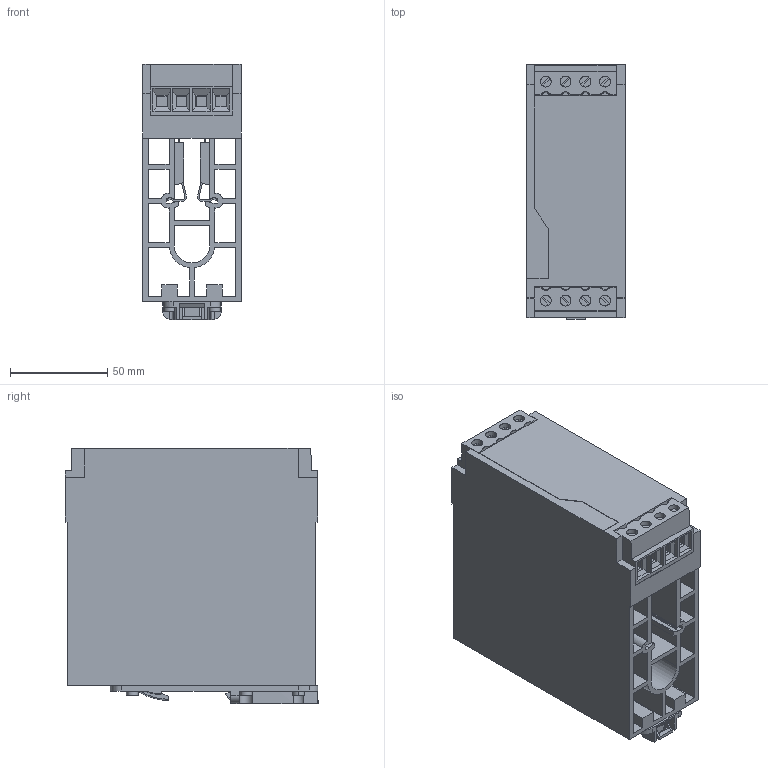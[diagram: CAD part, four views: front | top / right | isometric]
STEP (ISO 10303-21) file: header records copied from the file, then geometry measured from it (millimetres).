
FILE_DESCRIPTION(('Creo Elements/Direct Modeling STEP Export'),'2;1');
FILE_NAME('model.stp','2020-09-04T11:02:13',(''),(''),'Creo Elements/Direct Modeling STEP processor for AP214 (Solid Model)','Creo Elements/Direct Modeling 20.1A 29-Sep-2018 (C) Parametric Technology GmbH','');
FILE_SCHEMA(('AUTOMOTIVE_DESIGN { 1 0 10303 214 1 1 1 1 }'));
Length unit declared in the file: millimetre
Products named in the file (2): QUINT4_DIODE_12_24DC_2X20_1X40-select
Assembly tree (1 placements, depth 2):
  QUINT4_DIODE_12_24DC_2X20_1X40-select
    QUINT4_DIODE_12_24DC_2X20_1X40-select
Bounding box: 50.6 x 130.65 x 131.7 mm (x, y, z)
Volume: 424860.6 mm3; surface area: 153755.1 mm2
Topology: 1 solids, 1 shells, 570 faces, 1560 edges, 1021 vertices
Faces by surface type: plane 448, cylinder 110, cone 8, bspline 4
Entity records: 22926 total; most frequent: CARTESIAN_POINT 3816, ORIENTED_EDGE 3120, DIRECTION 2820, EDGE_CURVE 1560, VECTOR 1244, LINE 1244, VERTEX_POINT 1021, AXIS2_PLACEMENT_3D 788
